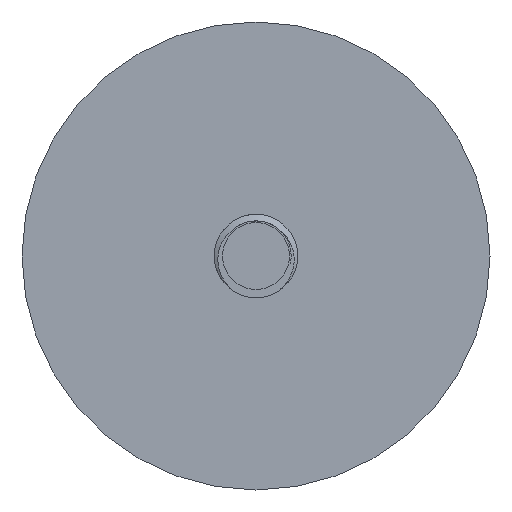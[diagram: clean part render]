
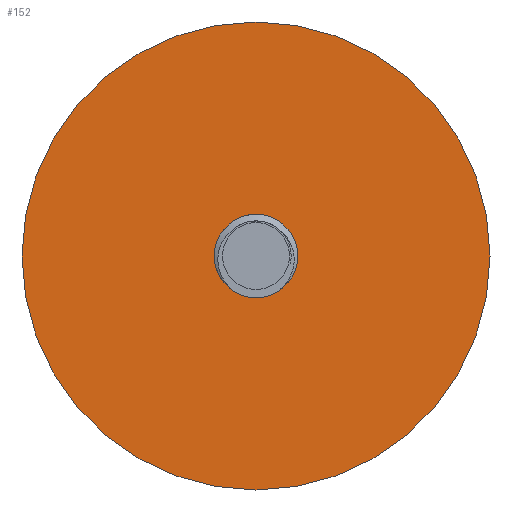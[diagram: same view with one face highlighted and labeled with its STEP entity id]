
A CAD part, left-side view. The second image highlights one B-rep face of the part: STEP entity #152.
In plain terms, the highlighted planar face has unit normal (-1, 0, 0).
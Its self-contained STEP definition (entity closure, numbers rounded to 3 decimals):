
#125=FACE_BOUND('',#195,.T.);
#152=ADVANCED_FACE('',(#172,#125),#160,.T.);
#160=PLANE('',#333);
#172=FACE_OUTER_BOUND('',#194,.T.);
#194=EDGE_LOOP('',(#244));
#195=EDGE_LOOP('',(#245));
#244=ORIENTED_EDGE('',*,*,#294,.T.);
#245=ORIENTED_EDGE('',*,*,#293,.F.);
#268=VERTEX_POINT('',#3293);
#269=VERTEX_POINT('',#3296);
#293=EDGE_CURVE('',#268,#268,#306,.T.);
#294=EDGE_CURVE('',#269,#269,#307,.T.);
#306=CIRCLE('',#330,2.5);
#307=CIRCLE('',#332,14.);
#330=AXIS2_PLACEMENT_3D('',#3292,#382,#383);
#332=AXIS2_PLACEMENT_3D('',#3295,#386,#387);
#333=AXIS2_PLACEMENT_3D('',#3297,#388,#389);
#382=DIRECTION('',(-1.,0.,0.));
#383=DIRECTION('',(0.,0.,1.));
#386=DIRECTION('',(-1.,0.,0.));
#387=DIRECTION('',(0.,0.,1.));
#388=DIRECTION('',(-1.,0.,0.));
#389=DIRECTION('',(0.,0.,1.));
#3292=CARTESIAN_POINT('',(53.5,101.25,0.));
#3293=CARTESIAN_POINT('',(53.5,101.25,2.5));
#3295=CARTESIAN_POINT('',(53.5,101.25,0.));
#3296=CARTESIAN_POINT('',(53.5,101.25,14.));
#3297=CARTESIAN_POINT('',(53.5,103.75,0.));
